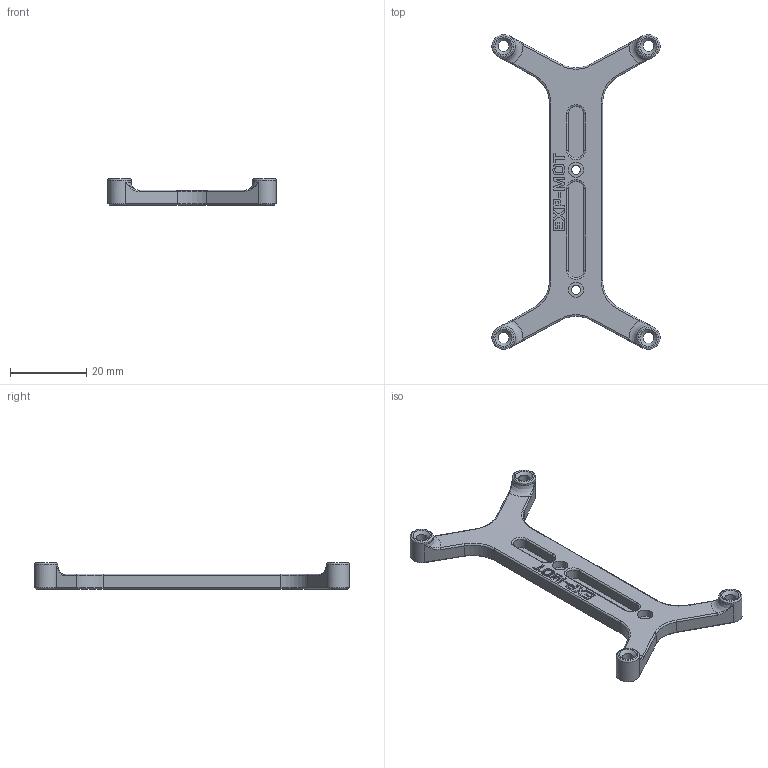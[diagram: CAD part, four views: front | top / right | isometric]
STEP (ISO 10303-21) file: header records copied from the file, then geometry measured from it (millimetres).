
FILE_DESCRIPTION(/* description */ (''),/* implementation_level */ '2;1');
FILE_NAME(/* name */ 'MOT_EXP_bracket.step',/* time_stamp */ '2023-03-02T21:15:44-08:00',/* author */ (''),/* organization */ (''),/* preprocessor_version */ 'ST-DEVELOPER v19.2',/* originating_system */ 'Autodesk Translation Framework v11.17.0.187',/* authorisation */ '');
FILE_SCHEMA (('AUTOMOTIVE_DESIGN { 1 0 10303 214 3 1 1 }'));
Length unit declared in the file: millimetre
Products named in the file (1): BTT_MOT_EXP_bracket_v2
Bounding box: 44.1 x 82.6 x 7 mm (x, y, z)
Volume: 5028.3 mm3; surface area: 4477.4 mm2
Topology: 1 solids, 1 shells, 229 faces, 580 edges, 358 vertices
Faces by surface type: plane 108, bspline 47, cylinder 36, cone 20, torus 18
Full cylindrical faces by diameter (mm): 2.4 x2, 2.9 x4, 4 x2, 6.1 x4
Entity records: 7207 total; most frequent: CARTESIAN_POINT 1931, ORIENTED_EDGE 1144, DIRECTION 966, EDGE_CURVE 572, VERTEX_POINT 358, LINE 356, VECTOR 356, AXIS2_PLACEMENT_3D 305
